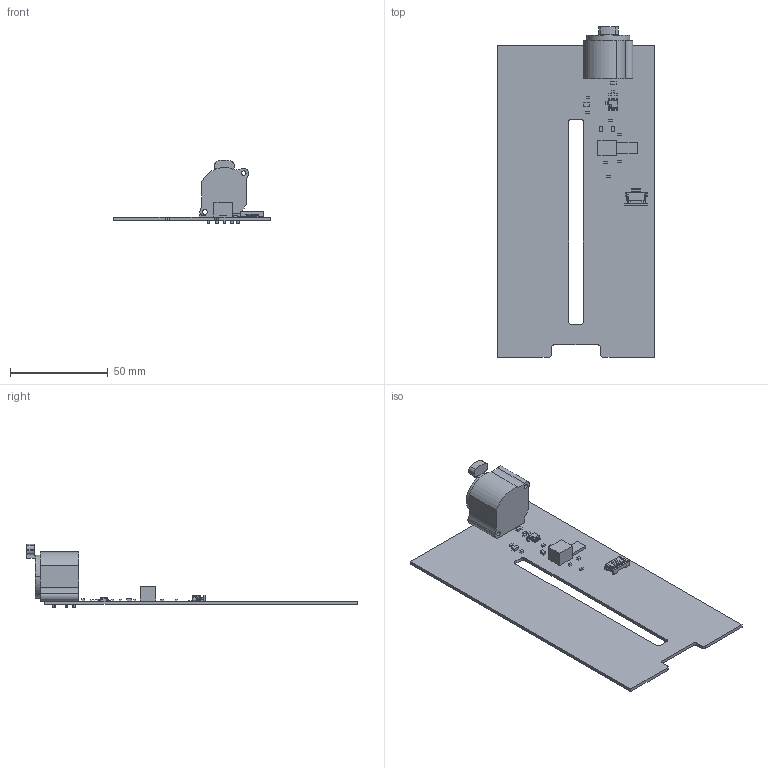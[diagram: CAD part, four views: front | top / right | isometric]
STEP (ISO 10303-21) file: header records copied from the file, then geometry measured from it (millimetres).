
FILE_DESCRIPTION(('Open CASCADE Model'),'2;1');
FILE_NAME('Open CASCADE Shape Model','2020-08-15T15:08:10',('Author'),( 'Open CASCADE'),'Open CASCADE STEP processor 6.8','Open CASCADE 6.8' ,'Unknown');
FILE_SCHEMA(('AUTOMOTIVE_DESIGN { 1 0 10303 214 1 1 1 1 }'));
Length unit declared in the file: millimetre
Products named in the file (57): PCB; Board; P1; 3-D_NC5FAH; C16; 182253120; Extruded; 182253248; C17; C18; C19; C20; C21; C22; C23; 197124192; 197124320; D2; 174634336; D3; R16; 197124832; 197124960; R17; R18; U6; 174634464; U8; 174634208; X1; 174634080; J1; 522710579; Open CASCADE STEP translator 6.8 1.19.1.1; Open CASCADE STEP translator 6.8 1.19.1.2; U1; SOIC-8akaD0008AakaM08A; M08A_ASM_82_ASM; BODY_M08A_35; LEAD_M08A_57 ...
Assembly tree (91 placements, depth 6):
  PCB
    Board
    P1
      3-D_NC5FAH
    C16
      182253120
        Extruded
      182253248  x2
        Extruded
    C17
      182253120
        Extruded
      182253248  x2
        Extruded
    C18
      182253120
        Extruded
      182253248  x2
        Extruded
    C19
      182253120
        Extruded
      182253248  x2
        Extruded
    C20
      182253120
        Extruded
      182253248  x2
        Extruded
    C21
      182253120
        Extruded
      182253248  x2
        Extruded
    C22
      182253120
        Extruded
      182253248  x2
        Extruded
    C23
      197124192
        Extruded
      197124320  x2
        Extruded
    D2
      174634336
        Extruded
    D3
      174634336
        Extruded
    R16
      197124832  x2
        Extruded
      197124960
        Extruded
    R17
      197124832  x2
        Extruded
      197124960
        Extruded
Bounding box: 80.4 x 168.75 x 32.62 mm (x, y, z)
Volume: 30792.2 mm3; surface area: 31711.1 mm2
Topology: 55 solids, 55 shells, 868 faces, 2265 edges, 1524 vertices
Faces by surface type: plane 740, cylinder 118, sphere 10
Entity records: 20584 total; most frequent: CARTESIAN_POINT 3673, ORIENTED_EDGE 3292, DIRECTION 3205, EDGE_CURVE 1646, LINE 1485, VECTOR 1485, VERTEX_POINT 1070, AXIS2_PLACEMENT_3D 860
